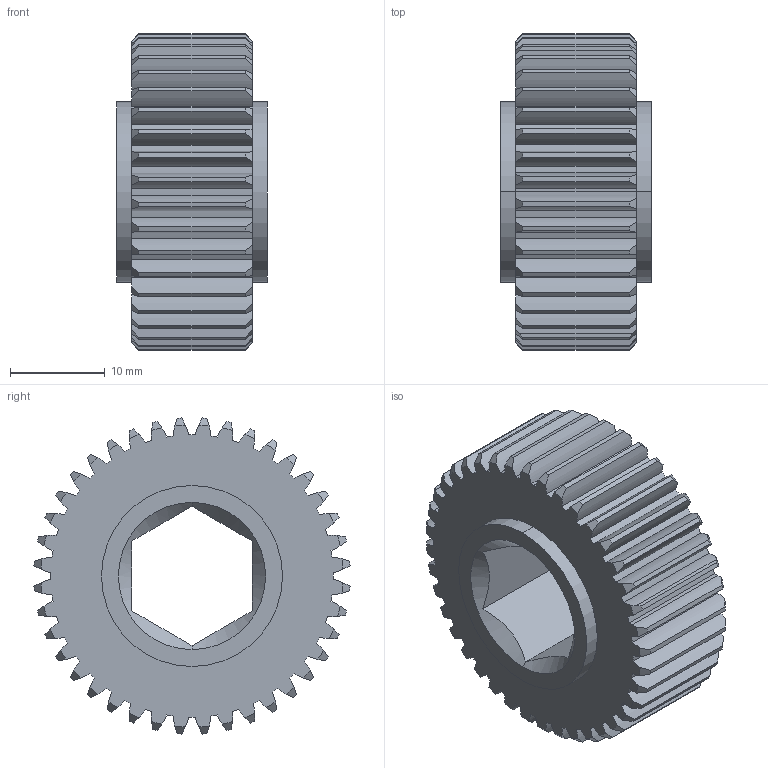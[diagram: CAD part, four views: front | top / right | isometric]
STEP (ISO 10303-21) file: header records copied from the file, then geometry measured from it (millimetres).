
FILE_DESCRIPTION (( 'STEP AP203' ), '1' );
FILE_NAME ('am-4332 40T 32DP 500hex 500FW.STEP', '2022-06-14T16:11:47', ( '' ), ( '' ), 'SwSTEP 2.0', 'SolidWorks 2021', '' );
FILE_SCHEMA (( 'CONFIG_CONTROL_DESIGN' ));
Length unit declared in the file: inch
Products named in the file (1): am-4332 40T 32DP 500hex 500FW
Bounding box: 15.88 x 33.27 x 33.27 mm (x, y, z)
Volume: 8503.4 mm3; surface area: 4603.7 mm2
Topology: 1 solids, 1 shells, 263 faces, 773 edges, 514 vertices
Faces by surface type: cylinder 169, cone 84, plane 10
Entity records: 9336 total; most frequent: CARTESIAN_POINT 2183, ORIENTED_EDGE 1546, DIRECTION 1543, EDGE_CURVE 773, AXIS2_PLACEMENT_3D 682, VERTEX_POINT 514, CIRCLE 418, EDGE_LOOP 267
